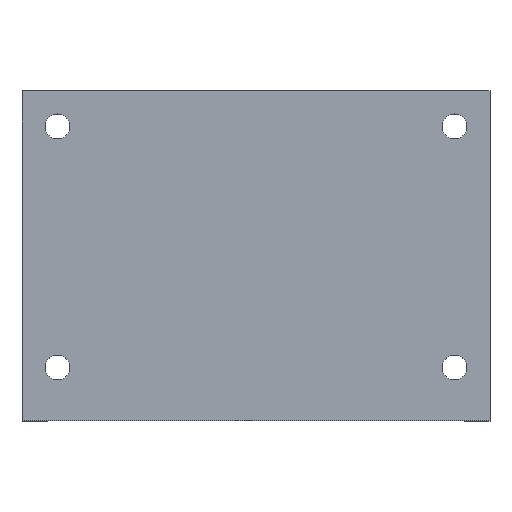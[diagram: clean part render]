
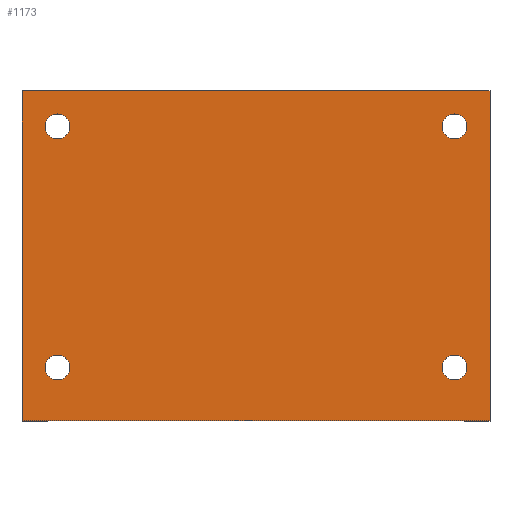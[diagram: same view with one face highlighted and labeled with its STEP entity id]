
A CAD part, top view. The second image highlights one B-rep face of the part: STEP entity #1173.
In plain terms, the highlighted planar face has unit normal (0, 0, 1).
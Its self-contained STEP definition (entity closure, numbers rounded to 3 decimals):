
#55=FACE_BOUND('',#234,.T.);
#56=FACE_BOUND('',#235,.T.);
#57=FACE_BOUND('',#236,.T.);
#58=FACE_BOUND('',#237,.T.);
#95=CIRCLE('',#1274,1.75);
#97=CIRCLE('',#1277,1.75);
#99=CIRCLE('',#1280,1.75);
#101=CIRCLE('',#1283,1.75);
#159=FACE_OUTER_BOUND('',#233,.T.);
#233=EDGE_LOOP('',(#1051,#1052,#1053,#1054));
#234=EDGE_LOOP('',(#1055));
#235=EDGE_LOOP('',(#1056));
#236=EDGE_LOOP('',(#1057));
#237=EDGE_LOOP('',(#1058));
#249=LINE('',#1630,#371);
#277=LINE('',#1687,#399);
#318=LINE('',#1815,#440);
#364=LINE('',#1938,#486);
#371=VECTOR('',#1303,10.);
#399=VECTOR('',#1349,10.);
#440=VECTOR('',#1454,10.);
#486=VECTOR('',#1606,10.);
#492=VERTEX_POINT('',#1627);
#493=VERTEX_POINT('',#1629);
#513=VERTEX_POINT('',#1686);
#568=VERTEX_POINT('',#1813);
#585=VERTEX_POINT('',#1913);
#587=VERTEX_POINT('',#1919);
#589=VERTEX_POINT('',#1925);
#591=VERTEX_POINT('',#1931);
#599=EDGE_CURVE('',#493,#492,#249,.T.);
#627=EDGE_CURVE('',#513,#493,#277,.T.);
#692=EDGE_CURVE('',#492,#568,#318,.T.);
#741=EDGE_CURVE('',#585,#585,#95,.T.);
#744=EDGE_CURVE('',#587,#587,#97,.T.);
#747=EDGE_CURVE('',#589,#589,#99,.T.);
#750=EDGE_CURVE('',#591,#591,#101,.T.);
#754=EDGE_CURVE('',#568,#513,#364,.T.);
#1051=ORIENTED_EDGE('',*,*,#754,.T.);
#1052=ORIENTED_EDGE('',*,*,#627,.T.);
#1053=ORIENTED_EDGE('',*,*,#599,.T.);
#1054=ORIENTED_EDGE('',*,*,#692,.T.);
#1055=ORIENTED_EDGE('',*,*,#750,.T.);
#1056=ORIENTED_EDGE('',*,*,#747,.T.);
#1057=ORIENTED_EDGE('',*,*,#744,.T.);
#1058=ORIENTED_EDGE('',*,*,#741,.T.);
#1115=PLANE('',#1286);
#1173=ADVANCED_FACE('',(#159,#55,#56,#57,#58),#1115,.T.);
#1274=AXIS2_PLACEMENT_3D('',#1914,#1577,#1578);
#1277=AXIS2_PLACEMENT_3D('',#1920,#1584,#1585);
#1280=AXIS2_PLACEMENT_3D('',#1926,#1591,#1592);
#1283=AXIS2_PLACEMENT_3D('',#1932,#1598,#1599);
#1286=AXIS2_PLACEMENT_3D('',#1939,#1607,#1608);
#1303=DIRECTION('',(1.,0.,0.));
#1349=DIRECTION('',(0.,-1.,0.));
#1454=DIRECTION('',(0.,1.,0.));
#1577=DIRECTION('center_axis',(0.,0.,-1.));
#1578=DIRECTION('ref_axis',(1.,0.,0.));
#1584=DIRECTION('center_axis',(0.,0.,-1.));
#1585=DIRECTION('ref_axis',(1.,0.,0.));
#1591=DIRECTION('center_axis',(0.,0.,-1.));
#1592=DIRECTION('ref_axis',(1.,0.,0.));
#1598=DIRECTION('center_axis',(0.,0.,-1.));
#1599=DIRECTION('ref_axis',(1.,0.,0.));
#1606=DIRECTION('',(-1.,0.,0.));
#1607=DIRECTION('center_axis',(0.,0.,1.));
#1608=DIRECTION('ref_axis',(1.,0.,0.));
#1627=CARTESIAN_POINT('',(63.,67.685,3.));
#1629=CARTESIAN_POINT('',(-3.,67.685,3.));
#1630=CARTESIAN_POINT('',(-3.,67.685,3.));
#1686=CARTESIAN_POINT('',(-3.,114.185,3.));
#1687=CARTESIAN_POINT('',(-3.,114.185,3.));
#1813=CARTESIAN_POINT('',(63.,114.185,3.));
#1815=CARTESIAN_POINT('',(63.,38.44,3.));
#1913=CARTESIAN_POINT('',(56.25,75.185,3.));
#1914=CARTESIAN_POINT('Origin',(58.,75.185,3.));
#1919=CARTESIAN_POINT('',(0.25,109.185,3.));
#1920=CARTESIAN_POINT('Origin',(2.,109.185,3.));
#1925=CARTESIAN_POINT('',(56.25,109.185,3.));
#1926=CARTESIAN_POINT('Origin',(58.,109.185,3.));
#1931=CARTESIAN_POINT('',(0.25,75.185,3.));
#1932=CARTESIAN_POINT('Origin',(2.,75.185,3.));
#1938=CARTESIAN_POINT('',(63.,114.185,3.));
#1939=CARTESIAN_POINT('Origin',(30.,90.935,3.));
